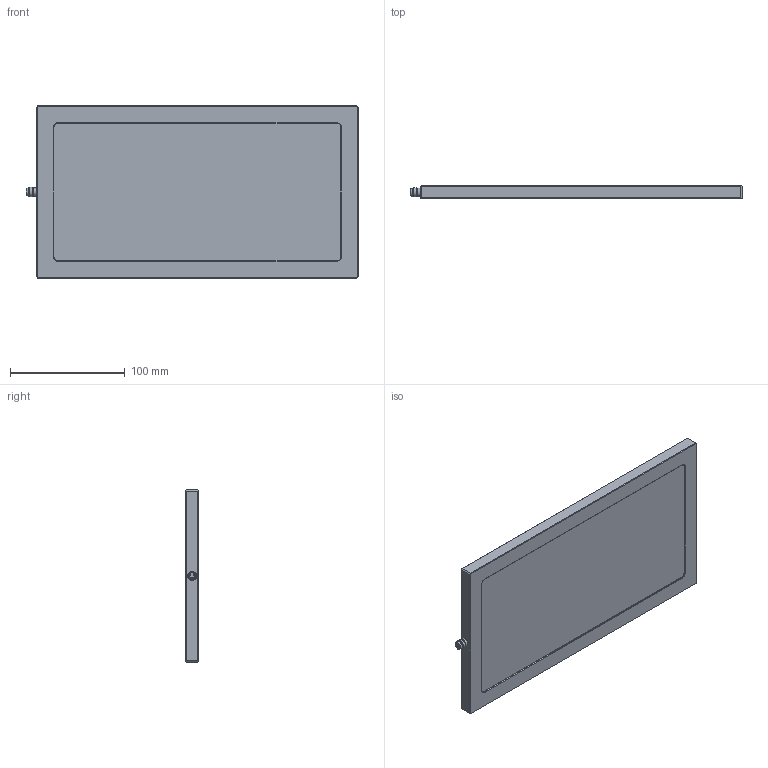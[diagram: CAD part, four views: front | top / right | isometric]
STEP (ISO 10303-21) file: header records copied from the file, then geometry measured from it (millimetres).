
FILE_DESCRIPTION(/* description */ ('Sestava'),/* implementation_level */ '2;1');
FILE_NAME(/* name */ 'Model BL-250x120',/* time_stamp */ '2020-12-14T14:16:57+01:00',/* author */ ('Stanislav JedliÄŤka'),/* organization */ ('JedliÄŤka COMPUTERS s.r.o.'),/* preprocessor_version */ 'ST-DEVELOPER v16.7',/* originating_system */ 'DEX',/* authorisation */ $);
FILE_SCHEMA (('AUTOMOTIVE_DESIGN {1 0 10303 214 3 1 1}'));
Length unit declared in the file: millimetre
Products named in the file (1): Model BL-250x120_z
Bounding box: 289.15 x 11.35 x 150 mm (x, y, z)
Volume: 430805.8 mm3; surface area: 107432.7 mm2
Topology: 2 solids, 20 shells, 976 faces, 2079 edges, 1201 vertices
Faces by surface type: plane 703, cylinder 148, cone 82, torus 39, bspline 4
Full cylindrical faces by diameter (mm): 0.7 x4, 1 x6, 1.002 x2, 2.459 x17, 3 x17, 3.2 x16, 3.242 x4, 5.5 x17, 5.6 x4, 5.8 x2, 5.9 x1, 6.2 x1, 6.8 x1, 6.804 x1, 7 x1, 8 x1
Entity records: 30504 total; most frequent: CARTESIAN_POINT 4150, DIRECTION 4080, ORIENTED_EDGE 3524, EDGE_CURVE 1762, LINE 1362, VECTOR 1362, AXIS2_PLACEMENT_3D 1359, FACE_BOUND 1267
